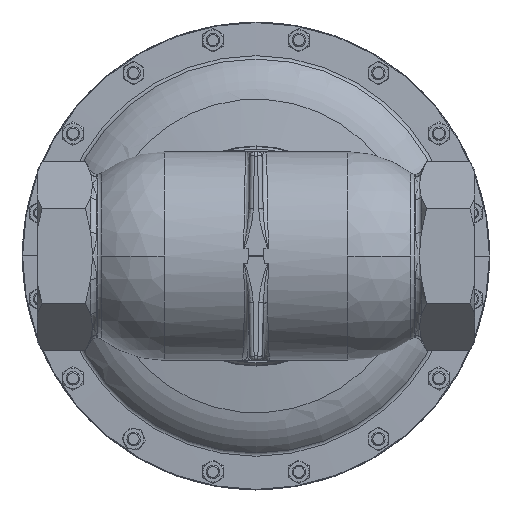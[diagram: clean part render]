
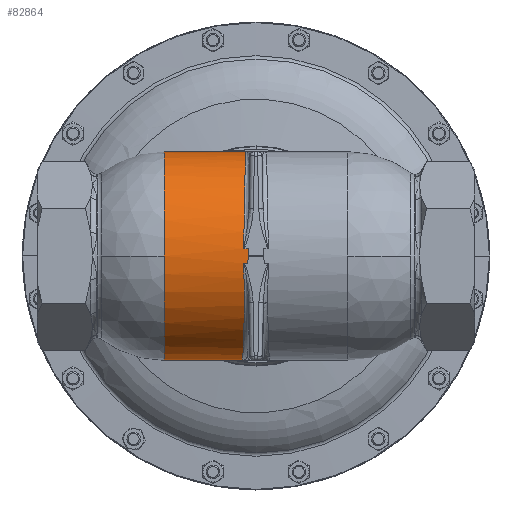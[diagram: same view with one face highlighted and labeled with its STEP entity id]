
A CAD part, front view. The second image highlights one B-rep face of the part: STEP entity #82864.
In plain terms, the highlighted cylindrical face has radius 73.025 mm (diameter 146.05 mm), a partial arc.
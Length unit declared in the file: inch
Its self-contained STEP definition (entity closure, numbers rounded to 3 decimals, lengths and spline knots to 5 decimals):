
#1132 = ORIENTED_EDGE ( 'NONE', *, *, #119371, .T. ) ;
#3107 = CARTESIAN_POINT ( 'NONE',  ( -0.34008, -2.86784, 0.2028 ) ) ;
#8085 = CARTESIAN_POINT ( 'NONE',  ( -0.22225, -2.868, -0.20055 ) ) ;
#8925 = CARTESIAN_POINT ( 'NONE',  ( -0.33924, -2.86789, 0.20201 ) ) ;
#13508 = CARTESIAN_POINT ( 'NONE',  ( -0.21525, -2.868, 0.20055 ) ) ;
#13636 = DIRECTION ( 'NONE',  ( -1., 0., 0. ) ) ;
#15580 = DIRECTION ( 'NONE',  ( -1., 0., 0. ) ) ;
#17065 =( BOUNDED_CURVE ( )  B_SPLINE_CURVE ( 3, ( #71692, #52147, #50791, #41029 ),
 .UNSPECIFIED., .F., .T. ) 
 B_SPLINE_CURVE_WITH_KNOTS ( ( 4, 4 ),
 ( 2.03426, 3.53446 ),
 .UNSPECIFIED. ) 
 CURVE ( )  GEOMETRIC_REPRESENTATION_ITEM ( )  RATIONAL_B_SPLINE_CURVE ( ( 1., 0.821, 0.821, 1. ) ) 
 REPRESENTATION_ITEM ( '' )  );
#18500 = CARTESIAN_POINT ( 'NONE',  ( -0.21525, -2.868, 0.20055 ) ) ;
#18646 = CARTESIAN_POINT ( 'NONE',  ( -0.2914, 0., 2.875 ) ) ;
#19070 =( BOUNDED_CURVE ( )  B_SPLINE_CURVE ( 3, ( #58969, #27529, #132260, #36678 ),
 .UNSPECIFIED., .F., .T. ) 
 B_SPLINE_CURVE_WITH_KNOTS ( ( 4, 4 ),
 ( 1.64139, 3.14159 ),
 .UNSPECIFIED. ) 
 CURVE ( )  GEOMETRIC_REPRESENTATION_ITEM ( )  RATIONAL_B_SPLINE_CURVE ( ( 1., 0.821, 0.821, 1. ) ) 
 REPRESENTATION_ITEM ( '' )  );
#19646 = ORIENTED_EDGE ( 'NONE', *, *, #114481, .F. ) ;
#20069 = CARTESIAN_POINT ( 'NONE',  ( -0.33823, -2.86794, 0.2014 ) ) ;
#21889 = VERTEX_POINT ( 'NONE', #108912 ) ;
#22867 = CARTESIAN_POINT ( 'NONE',  ( -0.3297, -2.868, -0.20055 ) ) ;
#23289 = B_SPLINE_CURVE_WITH_KNOTS ( 'NONE', 3,
 ( #95432, #52923, #136699, #20069, #8925, #32678 ),
 .UNSPECIFIED., .F., .F.,
 ( 4, 2, 4 ),
 ( 0., 0.00009, 0.00018 ),
 .UNSPECIFIED. ) ;
#24168 = CIRCLE ( 'NONE', #108894, 2.875 ) ;
#24690 = ORIENTED_EDGE ( 'NONE', *, *, #36339, .T. ) ;
#25998 = DIRECTION ( 'NONE',  ( 0., 0., 1. ) ) ;
#26253 = CARTESIAN_POINT ( 'NONE',  ( -0.21758, -2.87734, 0.06696 ) ) ;
#27279 = ORIENTED_EDGE ( 'NONE', *, *, #122116, .F. ) ;
#27529 = CARTESIAN_POINT ( 'NONE',  ( -0.31116, -2.75559, 1.79017 ) ) ;
#28025 = EDGE_CURVE ( 'NONE', #107773, #117453, #32625, .T. ) ;
#29010 = CARTESIAN_POINT ( 'NONE',  ( -0.21992, -2.87734, -0.06696 ) ) ;
#29955 = EDGE_CURVE ( 'NONE', #92639, #119142, #23289, .T. ) ;
#30545 = CARTESIAN_POINT ( 'NONE',  ( -0.33605, -2.86784, -0.2028 ) ) ;
#31174 = LINE ( 'NONE', #116343, #93463 ) ;
#32625 =( BOUNDED_CURVE ( )  B_SPLINE_CURVE ( 3, ( #135843, #29010, #26253, #18500 ),
 .UNSPECIFIED., .F., .F. ) 
 B_SPLINE_CURVE_WITH_KNOTS ( ( 4, 4 ),
 ( 1.50098, 1.64061 ),
 .UNSPECIFIED. ) 
 CURVE ( )  GEOMETRIC_REPRESENTATION_ITEM ( )  RATIONAL_B_SPLINE_CURVE ( ( 1., 0.998, 0.998, 1. ) ) 
 REPRESENTATION_ITEM ( '' )  );
#32678 = CARTESIAN_POINT ( 'NONE',  ( -0.34008, -2.86784, 0.2028 ) ) ;
#33997 = DIRECTION ( 'NONE',  ( 0., 0., 1. ) ) ;
#36339 = EDGE_CURVE ( 'NONE', #112174, #21889, #120465, .T. ) ;
#36528 = FACE_OUTER_BOUND ( 'NONE', #100443, .T. ) ;
#36678 = CARTESIAN_POINT ( 'NONE',  ( -0.2914, 0., 2.875 ) ) ;
#37147 = VERTEX_POINT ( 'NONE', #47231 ) ;
#38200 = VECTOR ( 'NONE', #15580, 39.37008 ) ;
#40132 = CARTESIAN_POINT ( 'NONE',  ( -2.52382, -2.875, 0. ) ) ;
#41029 = CARTESIAN_POINT ( 'NONE',  ( -0.33605, -2.86784, -0.2028 ) ) ;
#42803 = CARTESIAN_POINT ( 'NONE',  ( -2.52382, 0., 0. ) ) ;
#43083 = CARTESIAN_POINT ( 'NONE',  ( -2.52382, 0., 0. ) ) ;
#43710 = CARTESIAN_POINT ( 'NONE',  ( -0.33521, -2.86789, -0.20201 ) ) ;
#43772 = DIRECTION ( 'NONE',  ( -1., 0., 0. ) ) ;
#44164 = VERTEX_POINT ( 'NONE', #30545 ) ;
#44395 = CARTESIAN_POINT ( 'NONE',  ( -0.33605, -2.86784, -0.2028 ) ) ;
#47216 = ORIENTED_EDGE ( 'NONE', *, *, #28025, .T. ) ;
#47231 = CARTESIAN_POINT ( 'NONE',  ( -2.52382, 0., -2.875 ) ) ;
#47734 = AXIS2_PLACEMENT_3D ( 'NONE', #42803, #97870, #127960 ) ;
#50791 = CARTESIAN_POINT ( 'NONE',  ( -0.31123, -2.75559, -1.79017 ) ) ;
#52147 = CARTESIAN_POINT ( 'NONE',  ( -0.3339, -1.59133, -2.875 ) ) ;
#52923 = CARTESIAN_POINT ( 'NONE',  ( -0.33488, -2.868, 0.20055 ) ) ;
#53487 = CARTESIAN_POINT ( 'NONE',  ( -0.332, -2.86799, -0.20069 ) ) ;
#58372 = EDGE_CURVE ( 'NONE', #59241, #107773, #31174, .T. ) ;
#58969 = CARTESIAN_POINT ( 'NONE',  ( -0.34008, -2.86784, 0.2028 ) ) ;
#59241 = VERTEX_POINT ( 'NONE', #22867 ) ;
#67931 = LINE ( 'NONE', #13508, #38200 ) ;
#70145 = EDGE_CURVE ( 'NONE', #117453, #92639, #67931, .T. ) ;
#71692 = CARTESIAN_POINT ( 'NONE',  ( -0.39189, 0., -2.875 ) ) ;
#72851 = VERTEX_POINT ( 'NONE', #89489 ) ;
#73309 = EDGE_CURVE ( 'NONE', #72851, #37147, #115831, .T. ) ;
#75772 = CARTESIAN_POINT ( 'NONE',  ( -0.33086, -2.868, -0.20055 ) ) ;
#75968 = DIRECTION ( 'NONE',  ( -1., 0., 0. ) ) ;
#77478 = ORIENTED_EDGE ( 'NONE', *, *, #58372, .T. ) ;
#82864 = ADVANCED_FACE ( 'NONE', ( #36528 ), #121667, .T. ) ;
#89489 = CARTESIAN_POINT ( 'NONE',  ( -0.39189, 0., -2.875 ) ) ;
#89603 = EDGE_CURVE ( 'NONE', #44164, #59241, #119531, .T. ) ;
#92160 = VECTOR ( 'NONE', #75968, 39.37008 ) ;
#92639 = VERTEX_POINT ( 'NONE', #107221 ) ;
#93463 = VECTOR ( 'NONE', #137286, 39.37008 ) ;
#94682 = VECTOR ( 'NONE', #13636, 39.37008 ) ;
#95432 = CARTESIAN_POINT ( 'NONE',  ( -0.33372, -2.868, 0.20055 ) ) ;
#95497 = CARTESIAN_POINT ( 'NONE',  ( 0., 0., -2.875 ) ) ;
#96003 = CARTESIAN_POINT ( 'NONE',  ( -0.3297, -2.868, -0.20055 ) ) ;
#97870 = DIRECTION ( 'NONE',  ( -1., 0., 0. ) ) ;
#98205 = ORIENTED_EDGE ( 'NONE', *, *, #29955, .T. ) ;
#100028 = VERTEX_POINT ( 'NONE', #40132 ) ;
#100443 = EDGE_LOOP ( 'NONE', ( #131891, #132513, #136267, #77478, #47216, #118642, #98205, #1132, #24690, #27279, #19646 ) ) ;
#102848 = AXIS2_PLACEMENT_3D ( 'NONE', #119601, #109795, #25998 ) ;
#105733 = EDGE_CURVE ( 'NONE', #72851, #44164, #17065, .T. ) ;
#107221 = CARTESIAN_POINT ( 'NONE',  ( -0.33372, -2.868, 0.20055 ) ) ;
#107773 = VERTEX_POINT ( 'NONE', #8085 ) ;
#108894 = AXIS2_PLACEMENT_3D ( 'NONE', #43083, #43772, #33997 ) ;
#108912 = CARTESIAN_POINT ( 'NONE',  ( -2.52382, 0., 2.875 ) ) ;
#109795 = DIRECTION ( 'NONE',  ( -1., 0., 0. ) ) ;
#112174 = VERTEX_POINT ( 'NONE', #18646 ) ;
#114481 = EDGE_CURVE ( 'NONE', #37147, #100028, #24168, .T. ) ;
#115831 = LINE ( 'NONE', #95497, #92160 ) ;
#116343 = CARTESIAN_POINT ( 'NONE',  ( -0.33608, -2.868, -0.20055 ) ) ;
#117453 = VERTEX_POINT ( 'NONE', #120547 ) ;
#118642 = ORIENTED_EDGE ( 'NONE', *, *, #70145, .T. ) ;
#119032 = CIRCLE ( 'NONE', #47734, 2.875 ) ;
#119142 = VERTEX_POINT ( 'NONE', #3107 ) ;
#119371 = EDGE_CURVE ( 'NONE', #119142, #112174, #19070, .T. ) ;
#119531 = B_SPLINE_CURVE_WITH_KNOTS ( 'NONE', 3,
 ( #44395, #43710, #130228, #53487, #75772, #96003 ),
 .UNSPECIFIED., .F., .F.,
 ( 4, 2, 4 ),
 ( -0.00001, 0.00008, 0.00016 ),
 .UNSPECIFIED. ) ;
#119601 = CARTESIAN_POINT ( 'NONE',  ( 0., 0., 0. ) ) ;
#120465 = LINE ( 'NONE', #121160, #94682 ) ;
#120547 = CARTESIAN_POINT ( 'NONE',  ( -0.21525, -2.868, 0.20055 ) ) ;
#121160 = CARTESIAN_POINT ( 'NONE',  ( 0., 0., 2.875 ) ) ;
#121667 = CYLINDRICAL_SURFACE ( 'NONE', #102848, 2.875 ) ;
#122116 = EDGE_CURVE ( 'NONE', #100028, #21889, #119032, .T. ) ;
#127960 = DIRECTION ( 'NONE',  ( 0., 0., 1. ) ) ;
#130228 = CARTESIAN_POINT ( 'NONE',  ( -0.3342, -2.86794, -0.2014 ) ) ;
#131891 = ORIENTED_EDGE ( 'NONE', *, *, #73309, .F. ) ;
#132260 = CARTESIAN_POINT ( 'NONE',  ( -0.2914, -1.59133, 2.875 ) ) ;
#132513 = ORIENTED_EDGE ( 'NONE', *, *, #105733, .T. ) ;
#135843 = CARTESIAN_POINT ( 'NONE',  ( -0.22225, -2.868, -0.20055 ) ) ;
#136267 = ORIENTED_EDGE ( 'NONE', *, *, #89603, .T. ) ;
#136699 = CARTESIAN_POINT ( 'NONE',  ( -0.33603, -2.86799, 0.20069 ) ) ;
#137286 = DIRECTION ( 'NONE',  ( 1., 0., 0. ) ) ;
